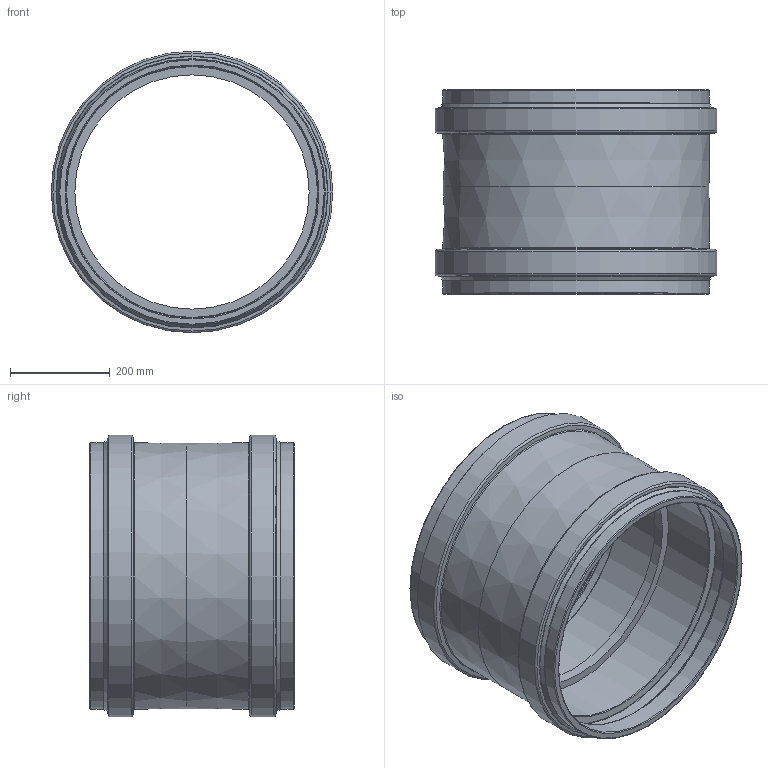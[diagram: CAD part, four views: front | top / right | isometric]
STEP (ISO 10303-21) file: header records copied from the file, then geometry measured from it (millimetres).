
FILE_DESCRIPTION(/* description */ (''),/* implementation_level */ '2;1');
FILE_NAME(/* name */ '771170 KG2000MM Doppelmuffe DN_OD 500 Zusammenbau.stp',/* time_stamp */ '2017-02-04T10:52:35+01:00',/* author */ ('user1'),/* organization */ (''),/* preprocessor_version */ 'ST-DEVELOPER v16.1',/* originating_system */ 'Autodesk Inventor 2016',/* authorisation */ '');
FILE_SCHEMA (('AUTOMOTIVE_DESIGN { 1 0 10303 214 3 1 1 }'));
Length unit declared in the file: millimetre
Products named in the file (3): 771170 KG2000MM Doppelmuffe DN_OD 500 Teil 1; 771170 KG2000MM Doppelmuffe DN_OD 500 Teil 2; 771170 KG2000MM Doppelmuffe DN_OD 500 Zusammenbau
Assembly tree (2 placements, depth 2):
  771170 KG2000MM Doppelmuffe DN_OD 500 Zusammenbau
    771170 KG2000MM Doppelmuffe DN_OD 500 Teil 1
    771170 KG2000MM Doppelmuffe DN_OD 500 Teil 2
Bounding box: 565 x 410 x 565 mm (x, y, z)
Volume: 11744319.4 mm3; surface area: 1643195.9 mm2
Topology: 2 solids, 2 shells, 59 faces, 113 edges, 59 vertices
Faces by surface type: torus 27, cone 16, cylinder 11, plane 5
Full cylindrical faces by diameter (mm): 470.175 x1, 503.649 x2, 505.599 x1, 505.649 x1, 534.489 x1, 534.539 x1, 536.659 x2, 564.949 x1, 565 x1
Entity records: 1257 total; most frequent: DIRECTION 246, CARTESIAN_POINT 182, AXIS2_PLACEMENT_3D 123, EDGE_LOOP 118, ORIENTED_EDGE 118, FACE_BOUND 59, FACE_OUTER_BOUND 59, CIRCLE 59
